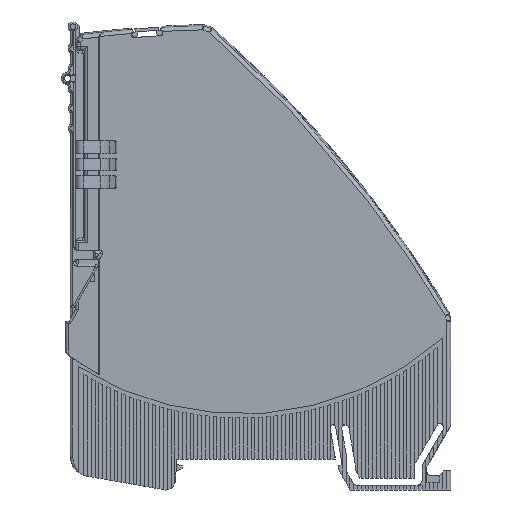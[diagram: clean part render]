
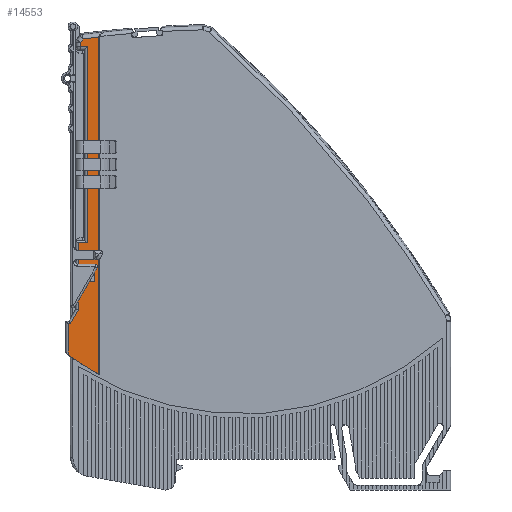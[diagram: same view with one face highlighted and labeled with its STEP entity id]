
A CAD part, left-side view. The second image highlights one B-rep face of the part: STEP entity #14553.
In plain terms, the highlighted planar face has unit normal (-1, 0, 0).
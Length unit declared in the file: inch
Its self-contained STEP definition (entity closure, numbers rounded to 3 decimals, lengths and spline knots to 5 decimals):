
#131 = VERTEX_POINT ( 'NONE', #7801 ) ;
#590 = CARTESIAN_POINT ( 'NONE',  ( -0.24606, 1.57367, 1.12205 ) ) ;
#694 = CARTESIAN_POINT ( 'NONE',  ( -0.24606, 3.16788, 0.86222 ) ) ;
#987 = CARTESIAN_POINT ( 'NONE',  ( -0.24606, 2.95163, 1.14173 ) ) ;
#1604 = DIRECTION ( 'NONE',  ( 0., -1., 0. ) ) ;
#2321 = CARTESIAN_POINT ( 'NONE',  ( -0.24606, 1.57367, 3.41732 ) ) ;
#3128 = DIRECTION ( 'NONE',  ( 0., 1., 0. ) ) ;
#3247 = ORIENTED_EDGE ( 'NONE', *, *, #27863, .F. ) ;
#3314 = VERTEX_POINT ( 'NONE', #34884 ) ;
#4149 = CARTESIAN_POINT ( 'NONE',  ( -0.24606, 3.06934, 3.41732 ) ) ;
#4272 = CARTESIAN_POINT ( 'NONE',  ( -0.24606, 3.08549, 0. ) ) ;
#4668 = VECTOR ( 'NONE', #67162, 39.37008 ) ;
#4819 = ORIENTED_EDGE ( 'NONE', *, *, #34525, .F. ) ;
#4861 = VECTOR ( 'NONE', #16283, 39.37008 ) ;
#5172 = CARTESIAN_POINT ( 'NONE',  ( -0.24606, 3.16816, 1.12205 ) ) ;
#5374 = CARTESIAN_POINT ( 'NONE',  ( -0.24606, 2.95163, 1.47244 ) ) ;
#5858 = EDGE_CURVE ( 'NONE', #33662, #29063, #29194, .T. ) ;
#6045 = CARTESIAN_POINT ( 'NONE',  ( -0.24606, 2.91226, 3.49722 ) ) ;
#6105 = ORIENTED_EDGE ( 'NONE', *, *, #10592, .F. ) ;
#7153 = EDGE_CURVE ( 'NONE', #131, #31296, #30690, .T. ) ;
#7224 = VECTOR ( 'NONE', #21282, 39.37008 ) ;
#7758 = ORIENTED_EDGE ( 'NONE', *, *, #57543, .F. ) ;
#7801 = CARTESIAN_POINT ( 'NONE',  ( -0.24606, 3.04428, 3.4819 ) ) ;
#8313 = ORIENTED_EDGE ( 'NONE', *, *, #61702, .F. ) ;
#8727 = EDGE_CURVE ( 'NONE', #45937, #33680, #41260, .T. ) ;
#8820 = ORIENTED_EDGE ( 'NONE', *, *, #34514, .F. ) ;
#9069 = LINE ( 'NONE', #4272, #56764 ) ;
#10380 = AXIS2_PLACEMENT_3D ( 'NONE', #26198, #68304, #20994 ) ;
#10592 = EDGE_CURVE ( 'NONE', #38572, #29885, #21428, .T. ) ;
#10663 = CARTESIAN_POINT ( 'NONE',  ( -0.24606, 3.01068, 1.79134 ) ) ;
#10685 = LINE ( 'NONE', #25519, #15044 ) ;
#11296 = EDGE_CURVE ( 'NONE', #52943, #3314, #9069, .T. ) ;
#12184 = DIRECTION ( 'NONE',  ( 0., -0.66, 0.751 ) ) ;
#12411 = CARTESIAN_POINT ( 'NONE',  ( -0.24606, 3.08549, 1.5748 ) ) ;
#12642 = CIRCLE ( 'NONE', #66643, 0.33071 ) ;
#13441 = LINE ( 'NONE', #66259, #54209 ) ;
#13812 = AXIS2_PLACEMENT_3D ( 'NONE', #29304, #39977, #14107 ) ;
#14107 = DIRECTION ( 'NONE',  ( 0., 1., 0. ) ) ;
#14253 = ORIENTED_EDGE ( 'NONE', *, *, #67924, .F. ) ;
#14553 = ADVANCED_FACE ( 'NONE', ( #28951 ), #65914, .F. ) ;
#14708 = ORIENTED_EDGE ( 'NONE', *, *, #53928, .F. ) ;
#15044 = VECTOR ( 'NONE', #57296, 39.37008 ) ;
#15864 = VERTEX_POINT ( 'NONE', #19565 ) ;
#16283 = DIRECTION ( 'NONE',  ( 0., 1., 0. ) ) ;
#16454 = ORIENTED_EDGE ( 'NONE', *, *, #5858, .F. ) ;
#16660 = AXIS2_PLACEMENT_3D ( 'NONE', #61813, #34524, #3128 ) ;
#17286 = LINE ( 'NONE', #47665, #4861 ) ;
#18812 = CARTESIAN_POINT ( 'NONE',  ( -0.24606, 3.08549, 0. ) ) ;
#19195 = EDGE_CURVE ( 'NONE', #22369, #43321, #54085, .T. ) ;
#19565 = CARTESIAN_POINT ( 'NONE',  ( -0.24606, 2.95163, 1.5748 ) ) ;
#19649 = CARTESIAN_POINT ( 'NONE',  ( -0.24606, 2.91226, 0.7037 ) ) ;
#20191 = CARTESIAN_POINT ( 'NONE',  ( -0.24606, 2.91226, 2.11648 ) ) ;
#20339 = VECTOR ( 'NONE', #55149, 39.37008 ) ;
#20994 = DIRECTION ( 'NONE',  ( 0., 1., 0. ) ) ;
#21282 = DIRECTION ( 'NONE',  ( 0., 0., 1. ) ) ;
#21428 = CIRCLE ( 'NONE', #10380, 0.04724 ) ;
#22037 = DIRECTION ( 'NONE',  ( 1., 0., 0. ) ) ;
#22235 = CARTESIAN_POINT ( 'NONE',  ( -0.24606, 2.91226, 3.49722 ) ) ;
#22369 = VERTEX_POINT ( 'NONE', #5172 ) ;
#22494 = CARTESIAN_POINT ( 'NONE',  ( -0.24606, 2.95163, 0. ) ) ;
#22760 = CARTESIAN_POINT ( 'NONE',  ( -0.24606, 3.08549, 1.23488 ) ) ;
#22831 = CARTESIAN_POINT ( 'NONE',  ( -0.24606, 3.06934, 3.45337 ) ) ;
#24399 = VERTEX_POINT ( 'NONE', #19649 ) ;
#25519 = CARTESIAN_POINT ( 'NONE',  ( -0.24606, 3.15063, 1.12205 ) ) ;
#25757 = ORIENTED_EDGE ( 'NONE', *, *, #53278, .F. ) ;
#26198 = CARTESIAN_POINT ( 'NONE',  ( -0.24606, 3.1406, 0.9008 ) ) ;
#27816 = CARTESIAN_POINT ( 'NONE',  ( -0.24606, 3.16816, 0. ) ) ;
#27863 = EDGE_CURVE ( 'NONE', #33373, #56002, #59515, .T. ) ;
#27975 = ORIENTED_EDGE ( 'NONE', *, *, #54075, .F. ) ;
#28951 = FACE_OUTER_BOUND ( 'NONE', #41482, .T. ) ;
#29063 = VERTEX_POINT ( 'NONE', #36928 ) ;
#29194 = LINE ( 'NONE', #18812, #4668 ) ;
#29304 = CARTESIAN_POINT ( 'NONE',  ( -0.24606, 1.57367, 0. ) ) ;
#29485 = DIRECTION ( 'NONE',  ( 0., 0., 1. ) ) ;
#29681 = CARTESIAN_POINT ( 'NONE',  ( -0.24606, 3.06934, 3.44135 ) ) ;
#29885 = VERTEX_POINT ( 'NONE', #37077 ) ;
#30690 = B_SPLINE_CURVE_WITH_KNOTS ( 'NONE', 3,
 ( #49525, #43988, #38470, #22235 ),
 .UNSPECIFIED., .F., .F.,
 ( 4, 4 ),
 ( 0., 1. ),
 .UNSPECIFIED. ) ;
#31296 = VERTEX_POINT ( 'NONE', #6045 ) ;
#33373 = VERTEX_POINT ( 'NONE', #4149 ) ;
#33389 = VECTOR ( 'NONE', #52314, 39.37008 ) ;
#33662 = VERTEX_POINT ( 'NONE', #22760 ) ;
#33680 = VERTEX_POINT ( 'NONE', #49353 ) ;
#34514 = EDGE_CURVE ( 'NONE', #42240, #15864, #49754, .T. ) ;
#34524 = DIRECTION ( 'NONE',  ( 1., 0., 0. ) ) ;
#34525 = EDGE_CURVE ( 'NONE', #24399, #38572, #58559, .T. ) ;
#34865 = CARTESIAN_POINT ( 'NONE',  ( -0.24606, 3.06934, 3.41732 ) ) ;
#34884 = CARTESIAN_POINT ( 'NONE',  ( -0.24606, 3.08549, 1.79134 ) ) ;
#36928 = CARTESIAN_POINT ( 'NONE',  ( -0.24606, 3.08549, 1.44414 ) ) ;
#37025 = VECTOR ( 'NONE', #12184, 39.37008 ) ;
#37077 = CARTESIAN_POINT ( 'NONE',  ( -0.24606, 3.16816, 0.86242 ) ) ;
#38470 = CARTESIAN_POINT ( 'NONE',  ( -0.24606, 2.9563, 3.49241 ) ) ;
#38572 = VERTEX_POINT ( 'NONE', #694 ) ;
#39089 = ORIENTED_EDGE ( 'NONE', *, *, #19195, .F. ) ;
#39977 = DIRECTION ( 'NONE',  ( 1., 0., 0. ) ) ;
#40964 = ORIENTED_EDGE ( 'NONE', *, *, #7153, .F. ) ;
#41260 = LINE ( 'NONE', #57840, #33389 ) ;
#41482 = EDGE_LOOP ( 'NONE', ( #14253, #39089, #58402, #6105, #4819, #53456, #40964, #7758, #3247, #27975, #49188, #8313, #43903, #25757, #8820, #14708, #16454 ) ) ;
#42240 = VERTEX_POINT ( 'NONE', #5374 ) ;
#43005 = LINE ( 'NONE', #27816, #7224 ) ;
#43321 = VERTEX_POINT ( 'NONE', #66874 ) ;
#43553 = DIRECTION ( 'NONE',  ( 0., 0., 1. ) ) ;
#43903 = ORIENTED_EDGE ( 'NONE', *, *, #11296, .F. ) ;
#43988 = CARTESIAN_POINT ( 'NONE',  ( -0.24606, 3.0003, 3.4873 ) ) ;
#44207 = CARTESIAN_POINT ( 'NONE',  ( -0.24606, 3.06934, 3.45337 ) ) ;
#45114 = LINE ( 'NONE', #2321, #20339 ) ;
#45937 = VERTEX_POINT ( 'NONE', #10663 ) ;
#47665 = CARTESIAN_POINT ( 'NONE',  ( -0.24606, 1.57367, 1.5748 ) ) ;
#49188 = ORIENTED_EDGE ( 'NONE', *, *, #8727, .F. ) ;
#49353 = CARTESIAN_POINT ( 'NONE',  ( -0.24606, 3.01068, 3.41732 ) ) ;
#49525 = CARTESIAN_POINT ( 'NONE',  ( -0.24606, 3.04428, 3.4819 ) ) ;
#49754 = LINE ( 'NONE', #22494, #67366 ) ;
#51282 = DIRECTION ( 'NONE',  ( 0., 0., -1. ) ) ;
#52314 = DIRECTION ( 'NONE',  ( 0., 0., 1. ) ) ;
#52943 = VERTEX_POINT ( 'NONE', #12411 ) ;
#53223 = EDGE_CURVE ( 'NONE', #31296, #24399, #55787, .T. ) ;
#53278 = EDGE_CURVE ( 'NONE', #15864, #52943, #17286, .T. ) ;
#53456 = ORIENTED_EDGE ( 'NONE', *, *, #53223, .F. ) ;
#53928 = EDGE_CURVE ( 'NONE', #29063, #42240, #12642, .T. ) ;
#54075 = EDGE_CURVE ( 'NONE', #33680, #33373, #45114, .T. ) ;
#54085 = LINE ( 'NONE', #590, #63336 ) ;
#54209 = VECTOR ( 'NONE', #65945, 39.37008 ) ;
#55135 = EDGE_CURVE ( 'NONE', #29885, #22369, #43005, .T. ) ;
#55149 = DIRECTION ( 'NONE',  ( 0., 1., 0. ) ) ;
#55787 = LINE ( 'NONE', #20191, #65487 ) ;
#56002 = VERTEX_POINT ( 'NONE', #22831 ) ;
#56764 = VECTOR ( 'NONE', #29485, 39.37008 ) ;
#57296 = DIRECTION ( 'NONE',  ( 0., -0.5, 0.866 ) ) ;
#57543 = EDGE_CURVE ( 'NONE', #56002, #131, #59846, .T. ) ;
#57840 = CARTESIAN_POINT ( 'NONE',  ( -0.24606, 3.01068, 0. ) ) ;
#58402 = ORIENTED_EDGE ( 'NONE', *, *, #55135, .F. ) ;
#58559 = CIRCLE ( 'NONE', #16660, 2.48819 ) ;
#58632 = DIRECTION ( 'NONE',  ( 0., -1., 0. ) ) ;
#59515 = B_SPLINE_CURVE_WITH_KNOTS ( 'NONE', 3,
 ( #34865, #61128, #29681, #44207 ),
 .UNSPECIFIED., .F., .F.,
 ( 4, 4 ),
 ( 0., 1. ),
 .UNSPECIFIED. ) ;
#59846 = LINE ( 'NONE', #65360, #37025 ) ;
#61128 = CARTESIAN_POINT ( 'NONE',  ( -0.24606, 3.06934, 3.42934 ) ) ;
#61702 = EDGE_CURVE ( 'NONE', #3314, #45937, #13441, .T. ) ;
#61813 = CARTESIAN_POINT ( 'NONE',  ( -0.24606, 1.73115, 2.8937 ) ) ;
#63336 = VECTOR ( 'NONE', #1604, 39.37008 ) ;
#65360 = CARTESIAN_POINT ( 'NONE',  ( -0.24606, 3.06934, 3.45337 ) ) ;
#65487 = VECTOR ( 'NONE', #51282, 39.37008 ) ;
#65914 = PLANE ( 'NONE',  #13812 ) ;
#65945 = DIRECTION ( 'NONE',  ( 0., -1., 0. ) ) ;
#66259 = CARTESIAN_POINT ( 'NONE',  ( -0.24606, 1.57367, 1.79134 ) ) ;
#66643 = AXIS2_PLACEMENT_3D ( 'NONE', #987, #22037, #58632 ) ;
#66874 = CARTESIAN_POINT ( 'NONE',  ( -0.24606, 3.15063, 1.12205 ) ) ;
#67162 = DIRECTION ( 'NONE',  ( 0., 0., 1. ) ) ;
#67366 = VECTOR ( 'NONE', #43553, 39.37008 ) ;
#67924 = EDGE_CURVE ( 'NONE', #43321, #33662, #10685, .T. ) ;
#68304 = DIRECTION ( 'NONE',  ( 1., 0., 0. ) ) ;
